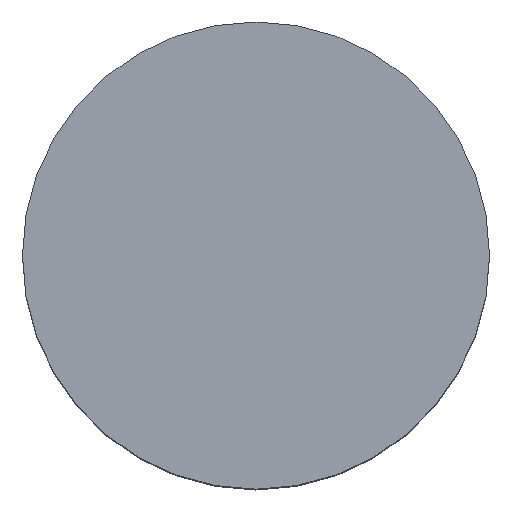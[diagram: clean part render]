
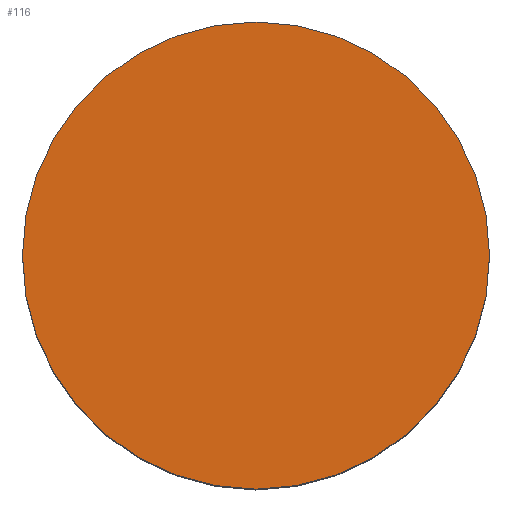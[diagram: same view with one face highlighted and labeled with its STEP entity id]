
A CAD part, top view. The second image highlights one B-rep face of the part: STEP entity #116.
In plain terms, the highlighted planar face has unit normal (0, 0, 1).
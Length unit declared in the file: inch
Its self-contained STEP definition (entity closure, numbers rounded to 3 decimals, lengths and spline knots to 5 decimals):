
#19=PLANE('',#141);
#23=FACE_OUTER_BOUND('',#32,.T.);
#32=EDGE_LOOP('',(#87));
#54=CIRCLE('',#142,0.6825);
#62=VERTEX_POINT('',#205);
#71=EDGE_CURVE('',#62,#62,#54,.T.);
#87=ORIENTED_EDGE('',*,*,#71,.F.);
#116=ADVANCED_FACE('',(#23),#19,.T.);
#141=AXIS2_PLACEMENT_3D('',#204,#165,#166);
#142=AXIS2_PLACEMENT_3D('',#206,#167,#168);
#165=DIRECTION('center_axis',(0.,0.,1.));
#166=DIRECTION('ref_axis',(1.,0.,0.));
#167=DIRECTION('center_axis',(0.,0.,-1.));
#168=DIRECTION('ref_axis',(1.,0.,0.));
#204=CARTESIAN_POINT('Origin',(0.,0.6825,1.4));
#205=CARTESIAN_POINT('',(0.,-0.6825,1.4));
#206=CARTESIAN_POINT('Origin',(0.,0.,1.4));
